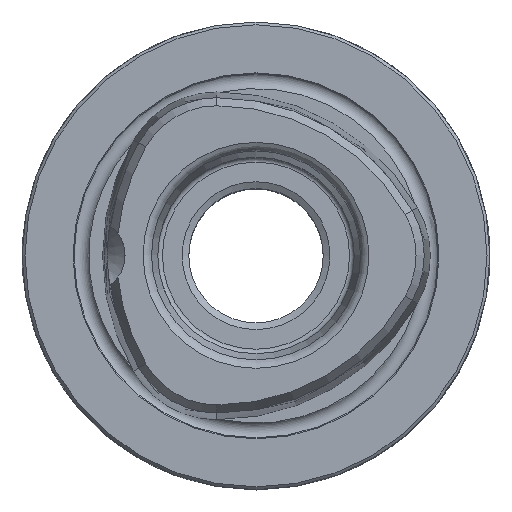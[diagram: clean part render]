
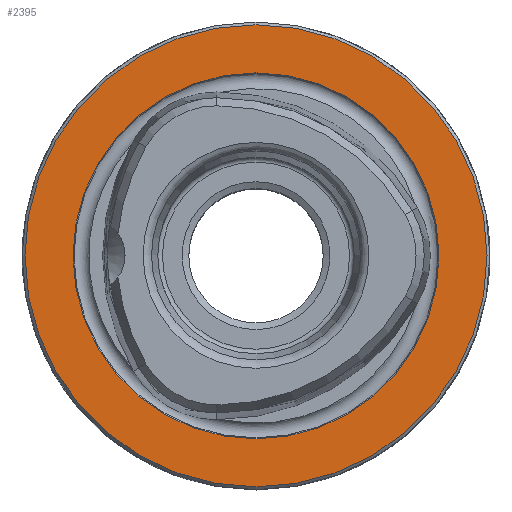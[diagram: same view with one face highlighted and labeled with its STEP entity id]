
A CAD part, top view. The second image highlights one B-rep face of the part: STEP entity #2395.
In plain terms, the highlighted planar face has unit normal (0, 0, 1).
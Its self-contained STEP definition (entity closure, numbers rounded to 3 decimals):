
#191=PLANE('',#2581);
#407=ORIENTED_EDGE('',*,*,#693,.T.);
#408=ORIENTED_EDGE('',*,*,#750,.F.);
#693=EDGE_CURVE('',#888,#888,#1032,.T.);
#750=EDGE_CURVE('',#930,#930,#1039,.T.);
#888=VERTEX_POINT('',#3351);
#930=VERTEX_POINT('',#3562);
#1032=CIRCLE('',#2541,24.7);
#1039=CIRCLE('',#2582,19.564);
#1185=EDGE_LOOP('',(#407));
#1186=EDGE_LOOP('',(#408));
#1372=FACE_BOUND('',#1185,.T.);
#1373=FACE_BOUND('',#1186,.T.);
#2395=ADVANCED_FACE('',(#1372,#1373),#191,.T.);
#2541=AXIS2_PLACEMENT_3D('',#3350,#2862,#2863);
#2581=AXIS2_PLACEMENT_3D('',#3560,#2966,#2967);
#2582=AXIS2_PLACEMENT_3D('',#3561,#2968,#2969);
#2862=DIRECTION('',(0.,0.,1.));
#2863=DIRECTION('',(1.,0.,0.));
#2966=DIRECTION('',(0.,0.,1.));
#2967=DIRECTION('',(1.,0.,0.));
#2968=DIRECTION('',(0.,0.,1.));
#2969=DIRECTION('',(1.,0.,0.));
#3350=CARTESIAN_POINT('',(0.,0.,0.));
#3351=CARTESIAN_POINT('',(24.7,0.,0.));
#3560=CARTESIAN_POINT('',(19.4,0.,0.));
#3561=CARTESIAN_POINT('',(0.,0.,0.));
#3562=CARTESIAN_POINT('',(19.564,0.,0.));
